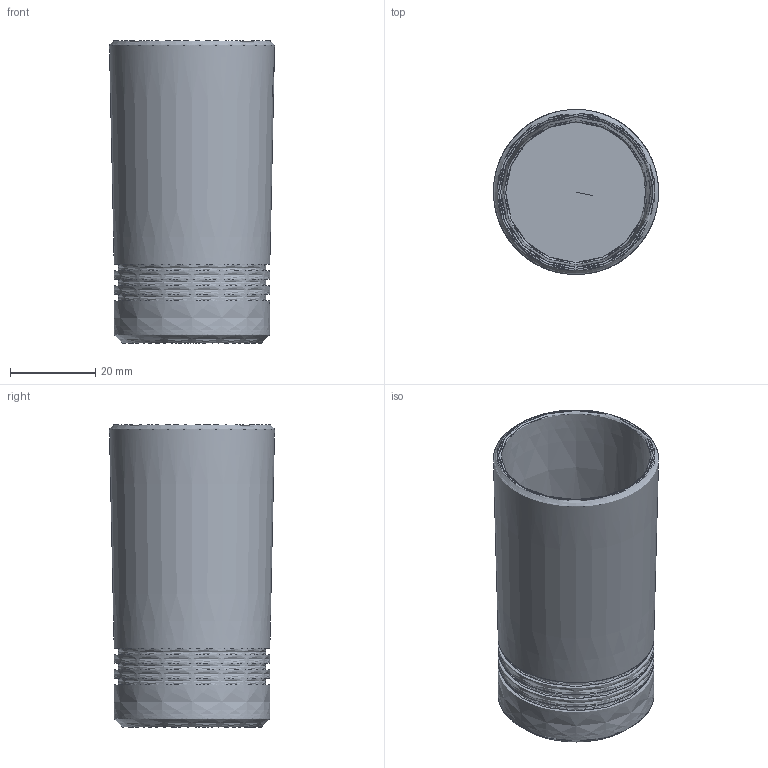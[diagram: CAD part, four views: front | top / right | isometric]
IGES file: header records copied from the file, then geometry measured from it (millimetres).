
Start section: CIRCE-MAAT DATA START HERE
Global section: file name: nothing_.igs; native system: CIRCE-MAAT32 Version 991; preprocessor: 4.0.0; author: User001; organization: SISTRE; date: 990318.000000; units: millimetre
Bounding box: 38.81 x 38.81 x 71 mm (x, y, z)
Surface area: 14973.2 mm2 (no closed solid volume)
Topology: 0 solids, 0 shells, 1 faces, 136 edges, 134 vertices
Faces by surface type: bspline 1
